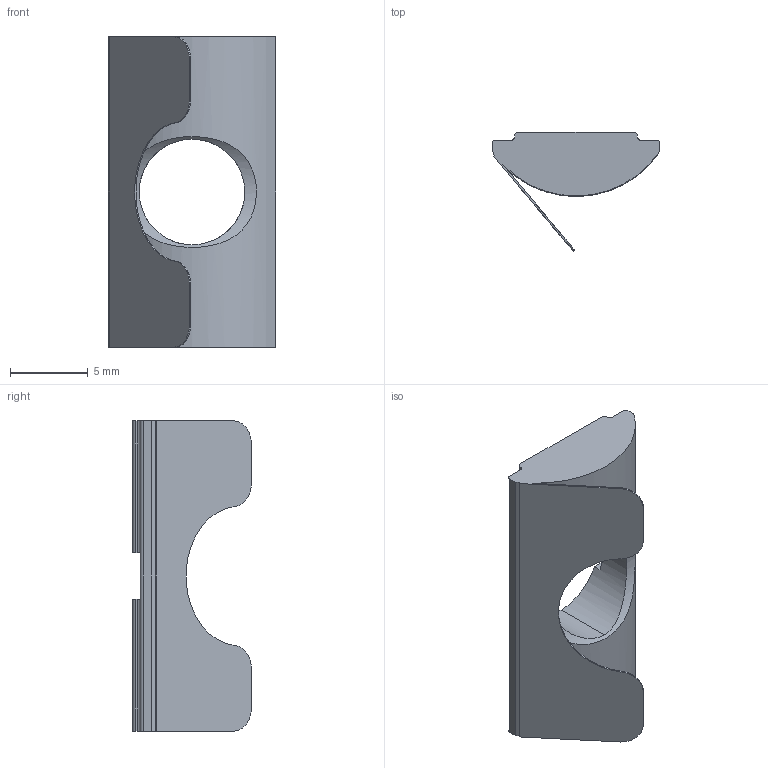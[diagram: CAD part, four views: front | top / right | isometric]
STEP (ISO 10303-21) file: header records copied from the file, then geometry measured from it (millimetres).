
FILE_DESCRIPTION (( 'STEP AP214' ), '1' );
FILE_NAME ('096428fe.STEP', '2014-08-18T08:15:58', ( '' ), ( '' ), 'SwSTEP 2.0', 'SolidWorks 2014', '' );
FILE_SCHEMA (( 'AUTOMOTIVE_DESIGN' ));
Length unit declared in the file: millimetre
Products named in the file (1): 096428fe
Bounding box: 10.8 x 7.66 x 20 mm (x, y, z)
Volume: 537.9 mm3; surface area: 776.9 mm2
Topology: 1 solids, 1 shells, 41 faces, 119 edges, 80 vertices
Faces by surface type: plane 21, cylinder 20
Entity records: 1570 total; most frequent: CARTESIAN_POINT 379, DIRECTION 239, ORIENTED_EDGE 238, EDGE_CURVE 119, AXIS2_PLACEMENT_3D 82, VERTEX_POINT 80, LINE 75, VECTOR 75
